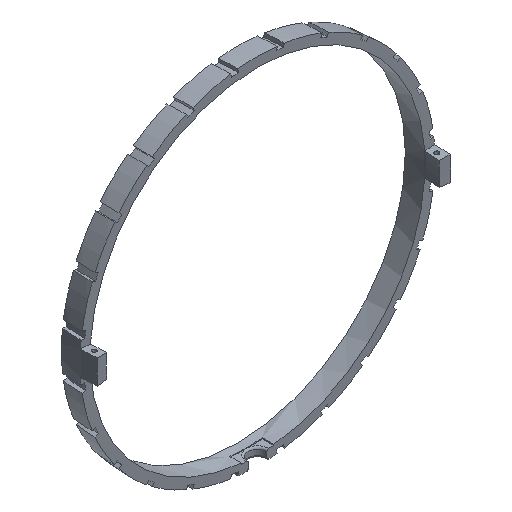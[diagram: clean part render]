
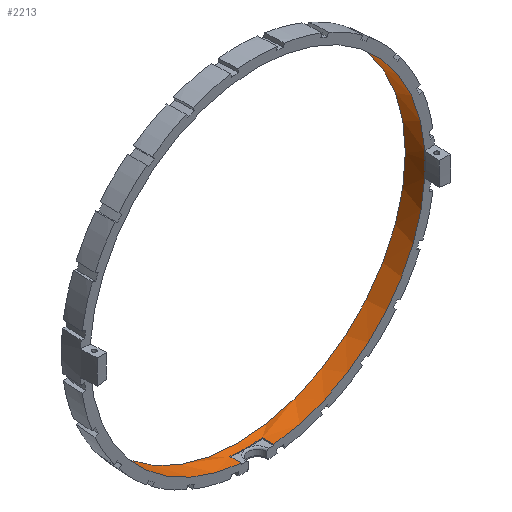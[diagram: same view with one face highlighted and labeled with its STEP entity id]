
A CAD part, isometric view. The second image highlights one B-rep face of the part: STEP entity #2213.
In plain terms, the highlighted cylindrical face has radius 46.425 mm (diameter 92.85 mm), a full revolution.
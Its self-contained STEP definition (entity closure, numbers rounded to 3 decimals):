
#16=CYLINDRICAL_SURFACE('',#2565,46.425);
#198=FACE_OUTER_BOUND('',#319,.T.);
#319=EDGE_LOOP('',(#1943,#1944,#1945,#1946,#1947,#1948,#1949,#1950,#1951,
#1952,#1953,#1954));
#546=CIRCLE('',#2472,46.425);
#586=CIRCLE('',#2540,46.425);
#594=CIRCLE('',#2554,46.425);
#595=CIRCLE('',#2557,46.425);
#597=CIRCLE('',#2560,46.425);
#598=CIRCLE('',#2561,46.425);
#599=CIRCLE('',#2563,46.425);
#601=CIRCLE('',#2566,46.425);
#671=LINE('',#4100,#745);
#674=LINE('',#4108,#748);
#681=LINE('',#4134,#755);
#745=VECTOR('',#3277,10.);
#748=VECTOR('',#3286,10.);
#755=VECTOR('',#3315,46.425);
#950=VERTEX_POINT('',#3980);
#965=VERTEX_POINT('',#4065);
#966=VERTEX_POINT('',#4067);
#977=VERTEX_POINT('',#4099);
#978=VERTEX_POINT('',#4103);
#979=VERTEX_POINT('',#4107);
#980=VERTEX_POINT('',#4111);
#981=VERTEX_POINT('',#4115);
#984=VERTEX_POINT('',#4121);
#986=VERTEX_POINT('',#4126);
#1253=EDGE_CURVE('',#950,#950,#546,.T.);
#1296=EDGE_CURVE('',#965,#966,#586,.T.);
#1312=EDGE_CURVE('',#977,#966,#671,.T.);
#1314=EDGE_CURVE('',#978,#977,#594,.T.);
#1316=EDGE_CURVE('',#979,#978,#674,.T.);
#1318=EDGE_CURVE('',#979,#980,#595,.T.);
#1323=EDGE_CURVE('',#980,#984,#597,.T.);
#1324=EDGE_CURVE('',#984,#981,#598,.T.);
#1326=EDGE_CURVE('',#986,#965,#599,.T.);
#1329=EDGE_CURVE('',#981,#986,#601,.T.);
#1330=EDGE_CURVE('',#984,#950,#681,.T.);
#1943=ORIENTED_EDGE('',*,*,#1312,.T.);
#1944=ORIENTED_EDGE('',*,*,#1296,.F.);
#1945=ORIENTED_EDGE('',*,*,#1326,.F.);
#1946=ORIENTED_EDGE('',*,*,#1329,.F.);
#1947=ORIENTED_EDGE('',*,*,#1324,.F.);
#1948=ORIENTED_EDGE('',*,*,#1330,.T.);
#1949=ORIENTED_EDGE('',*,*,#1253,.F.);
#1950=ORIENTED_EDGE('',*,*,#1330,.F.);
#1951=ORIENTED_EDGE('',*,*,#1323,.F.);
#1952=ORIENTED_EDGE('',*,*,#1318,.F.);
#1953=ORIENTED_EDGE('',*,*,#1316,.T.);
#1954=ORIENTED_EDGE('',*,*,#1314,.T.);
#2213=ADVANCED_FACE('',(#198),#16,.F.);
#2472=AXIS2_PLACEMENT_3D('',#3981,#3104,#3105);
#2540=AXIS2_PLACEMENT_3D('',#4068,#3243,#3244);
#2554=AXIS2_PLACEMENT_3D('',#4104,#3281,#3282);
#2557=AXIS2_PLACEMENT_3D('',#4112,#3290,#3291);
#2560=AXIS2_PLACEMENT_3D('',#4122,#3299,#3300);
#2561=AXIS2_PLACEMENT_3D('',#4123,#3301,#3302);
#2563=AXIS2_PLACEMENT_3D('',#4128,#3306,#3307);
#2565=AXIS2_PLACEMENT_3D('',#4132,#3311,#3312);
#2566=AXIS2_PLACEMENT_3D('',#4133,#3313,#3314);
#3104=DIRECTION('center_axis',(0.,-1.,0.));
#3105=DIRECTION('ref_axis',(1.,0.,0.));
#3243=DIRECTION('center_axis',(0.,1.,0.));
#3244=DIRECTION('ref_axis',(1.,0.,0.));
#3277=DIRECTION('',(0.,-1.,0.));
#3281=DIRECTION('center_axis',(0.,-1.,0.));
#3282=DIRECTION('ref_axis',(1.,0.,0.));
#3286=DIRECTION('',(0.,1.,0.));
#3290=DIRECTION('center_axis',(0.,1.,0.));
#3291=DIRECTION('ref_axis',(1.,0.,0.));
#3299=DIRECTION('center_axis',(0.,1.,0.));
#3300=DIRECTION('ref_axis',(1.,0.,0.));
#3301=DIRECTION('center_axis',(0.,1.,0.));
#3302=DIRECTION('ref_axis',(1.,0.,0.));
#3306=DIRECTION('center_axis',(0.,1.,0.));
#3307=DIRECTION('ref_axis',(1.,0.,0.));
#3311=DIRECTION('center_axis',(0.,1.,0.));
#3312=DIRECTION('ref_axis',(1.,0.,0.));
#3313=DIRECTION('center_axis',(0.,1.,0.));
#3314=DIRECTION('ref_axis',(1.,0.,0.));
#3315=DIRECTION('',(0.,1.,0.));
#3980=CARTESIAN_POINT('',(-46.425,5.5,0.));
#3981=CARTESIAN_POINT('Origin',(0.,5.5,0.));
#4065=CARTESIAN_POINT('',(46.312,0.,-3.238));
#4067=CARTESIAN_POINT('',(4.5,0.,-46.206));
#4068=CARTESIAN_POINT('Origin',(0.,0.,0.));
#4099=CARTESIAN_POINT('',(4.5,3.15,-46.206));
#4100=CARTESIAN_POINT('',(4.5,0.,-46.206));
#4103=CARTESIAN_POINT('',(-4.5,3.15,-46.206));
#4104=CARTESIAN_POINT('Origin',(0.,3.15,0.));
#4107=CARTESIAN_POINT('',(-4.5,0.,-46.206));
#4108=CARTESIAN_POINT('',(-4.5,0.,-46.206));
#4111=CARTESIAN_POINT('',(-46.312,0.,-3.238));
#4112=CARTESIAN_POINT('Origin',(0.,0.,0.));
#4115=CARTESIAN_POINT('',(-46.312,0.,3.238));
#4121=CARTESIAN_POINT('',(-46.425,0.,0.));
#4122=CARTESIAN_POINT('Origin',(0.,0.,0.));
#4123=CARTESIAN_POINT('Origin',(0.,0.,0.));
#4126=CARTESIAN_POINT('',(46.312,0.,3.238));
#4128=CARTESIAN_POINT('Origin',(0.,0.,0.));
#4132=CARTESIAN_POINT('Origin',(0.,0.,0.));
#4133=CARTESIAN_POINT('Origin',(0.,0.,0.));
#4134=CARTESIAN_POINT('',(-46.425,0.,0.));
